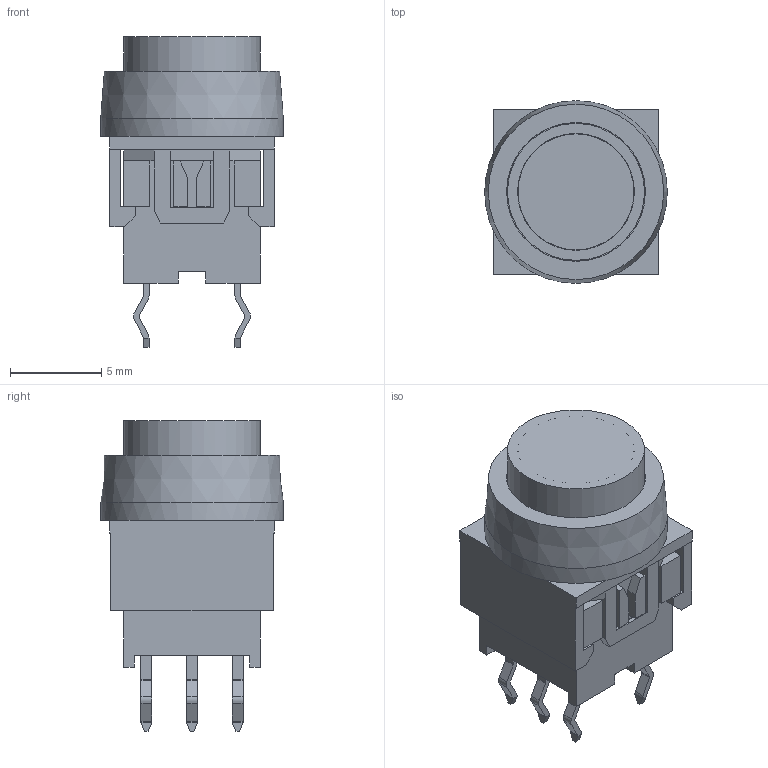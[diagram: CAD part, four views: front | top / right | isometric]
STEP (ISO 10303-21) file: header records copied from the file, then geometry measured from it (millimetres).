
FILE_DESCRIPTION((' '),'2;1');
FILE_NAME('LP4xx1PBBxN.stp','2017-07-19T14:42:52',(' '),(' '),' ','ACIS',' ');
FILE_SCHEMA(('CONFIG_CONTROL_DESIGN'));
Length unit declared in the file: inch
Products named in the file (3): LP4xx1PBBxN.stp; Body1; Body2
Assembly tree (2 placements, depth 2):
  LP4xx1PBBxN.stp
    Body1
    Body2
Bounding box: 10 x 10 x 17 mm (x, y, z)
Volume: 662.4 mm3; surface area: 1379.1 mm2
Topology: 2 solids, 2 shells, 400 faces, 1062 edges, 681 vertices
Faces by surface type: plane 318, cylinder 49, bspline 32, cone 1
Full cylindrical faces by diameter (mm): 5.96 x1, 6.3 x1, 6.35 x1, 6.4 x1, 7.5 x1, 7.6 x1, 10 x1
Entity records: 12726 total; most frequent: CARTESIAN_POINT 2571, ORIENTED_EDGE 2102, DIRECTION 1851, EDGE_CURVE 1051, VECTOR 869, LINE 869, VERTEX_POINT 678, AXIS2_PLACEMENT_3D 491
